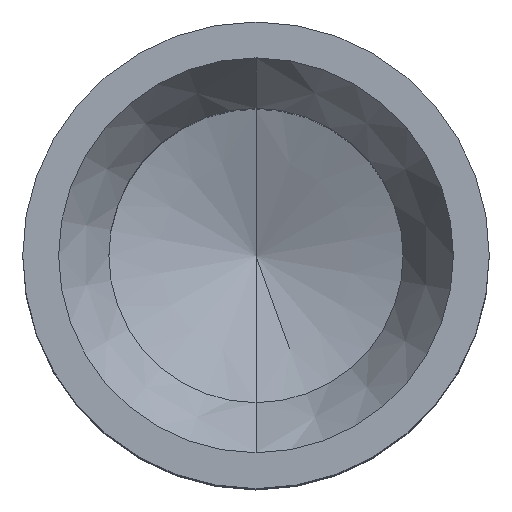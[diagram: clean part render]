
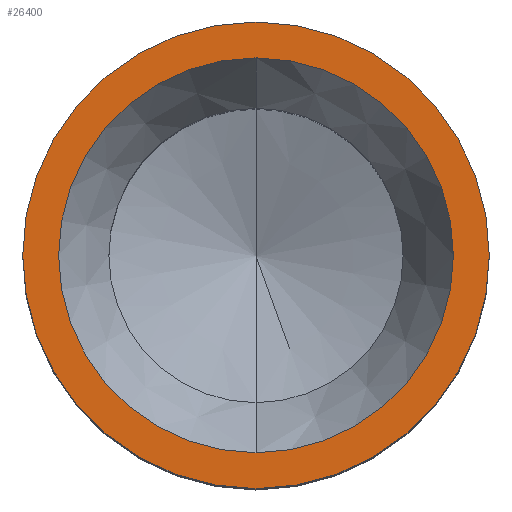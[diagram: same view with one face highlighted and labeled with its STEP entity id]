
A CAD part, top view. The second image highlights one B-rep face of the part: STEP entity #26400.
In plain terms, the highlighted face is planar.
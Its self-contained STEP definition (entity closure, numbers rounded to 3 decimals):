
#25920=CARTESIAN_POINT('',(35.922,85.857,-4.964))
;
#25930=VERTEX_POINT('',#25920);
#26010=CARTESIAN_POINT('',(35.922,85.857,-17.964));
#26020=VERTEX_POINT('',#26010);
#26050=CARTESIAN_POINT('',(35.922,85.857,-11.464));
#26060=DIRECTION('',(0.,1.,0.));
#26070=DIRECTION('',(0.,0.,1.));
#26080=AXIS2_PLACEMENT_3D('',#26050,#26060,#26070);
#26090=CIRCLE('',#26080,6.5);
#26100=EDGE_CURVE('',#26020,#25930,#26090,.T.);
#26150=CARTESIAN_POINT('',(35.922,85.857,-11.464));
#26160=DIRECTION('',(0.,1.,0.));
#26170=DIRECTION('',(0.,0.,1.));
#26180=AXIS2_PLACEMENT_3D('',#26150,#26160,#26170);
#26190=PLANE('',#26180);
#26200=EDGE_CURVE('',#25930,#26020,#26090,.T.);
#26210=ORIENTED_EDGE('',*,*,#26200,.T.);
#26220=ORIENTED_EDGE('',*,*,#26100,.T.);
#26230=EDGE_LOOP('',(#26220,#26210));
#26240=FACE_OUTER_BOUND('',#26230,.T.);
#26250=CARTESIAN_POINT('',(35.922,85.857,-11.464));
#26260=DIRECTION('',(0.,1.,0.));
#26270=DIRECTION('',(0.,0.,1.));
#26280=AXIS2_PLACEMENT_3D('',#26250,#26260,#26270);
#26290=CIRCLE('',#26280,5.5);
#26300=CARTESIAN_POINT('',(35.922,85.857,-16.964));
#26310=VERTEX_POINT('',#26300);
#26320=CARTESIAN_POINT('',(35.922,85.857,-5.964))
;
#26330=VERTEX_POINT('',#26320);
#26340=EDGE_CURVE('',#26310,#26330,#26290,.T.);
#26350=ORIENTED_EDGE('',*,*,#26340,.F.);
#26360=EDGE_CURVE('',#26330,#26310,#26290,.T.);
#26370=ORIENTED_EDGE('',*,*,#26360,.F.);
#26380=EDGE_LOOP('',(#26370,#26350));
#26390=FACE_BOUND('',#26380,.T.);
#26400=ADVANCED_FACE('',(#26240,#26390),#26190,.T.);
